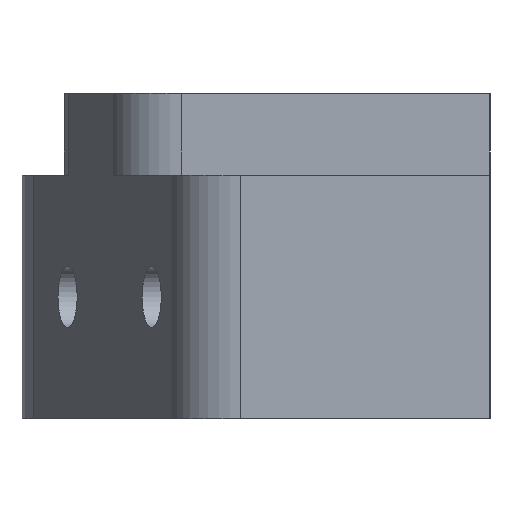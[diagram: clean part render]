
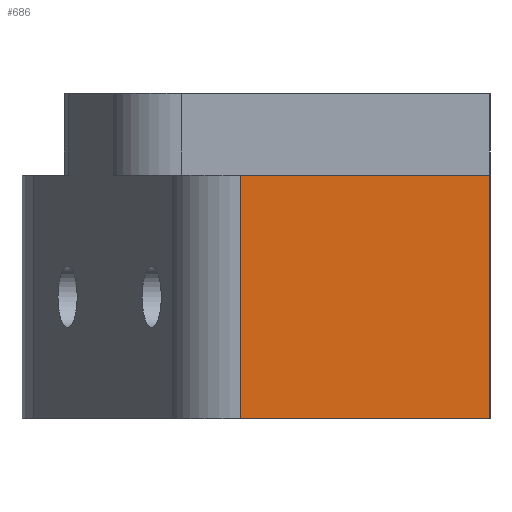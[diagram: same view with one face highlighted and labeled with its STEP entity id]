
A CAD part, left-side view. The second image highlights one B-rep face of the part: STEP entity #686.
In plain terms, the highlighted planar face has unit normal (-1, 0, 0).
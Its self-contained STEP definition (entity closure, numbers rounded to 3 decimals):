
#115=FACE_OUTER_BOUND('',#166,.T.);
#166=EDGE_LOOP('',(#619,#620,#621,#622));
#185=LINE('',#1050,#244);
#199=LINE('',#1090,#258);
#225=LINE('',#1173,#284);
#226=LINE('',#1175,#285);
#244=VECTOR('',#844,10.34);
#258=VECTOR('',#876,10.34);
#284=VECTOR('',#976,10.1);
#285=VECTOR('',#979,10.1);
#309=VERTEX_POINT('',#1047);
#310=VERTEX_POINT('',#1049);
#318=VERTEX_POINT('',#1070);
#327=VERTEX_POINT('',#1088);
#379=EDGE_CURVE('',#310,#309,#185,.T.);
#399=EDGE_CURVE('',#327,#318,#199,.T.);
#439=EDGE_CURVE('',#327,#310,#225,.T.);
#440=EDGE_CURVE('',#318,#309,#226,.T.);
#619=ORIENTED_EDGE('',*,*,#440,.F.);
#620=ORIENTED_EDGE('',*,*,#399,.F.);
#621=ORIENTED_EDGE('',*,*,#439,.T.);
#622=ORIENTED_EDGE('',*,*,#379,.T.);
#648=PLANE('',#773);
#686=ADVANCED_FACE('',(#115),#648,.T.);
#773=AXIS2_PLACEMENT_3D('',#1174,#977,#978);
#844=DIRECTION('',(0.,1.,0.));
#876=DIRECTION('',(0.,1.,0.));
#976=DIRECTION('',(0.,0.,1.));
#977=DIRECTION('center_axis',(-1.,0.,0.));
#978=DIRECTION('ref_axis',(0.,1.,0.));
#979=DIRECTION('',(0.,0.,1.));
#1047=CARTESIAN_POINT('',(-22.15,20.34,-98.9));
#1049=CARTESIAN_POINT('',(-22.15,10.,-98.9));
#1050=CARTESIAN_POINT('',(-22.15,10.,-98.9));
#1070=CARTESIAN_POINT('',(-22.15,20.34,-109.));
#1088=CARTESIAN_POINT('',(-22.15,10.,-109.));
#1090=CARTESIAN_POINT('',(-22.15,10.,-109.));
#1173=CARTESIAN_POINT('',(-22.15,10.,-109.));
#1174=CARTESIAN_POINT('Origin',(-22.15,10.,-109.));
#1175=CARTESIAN_POINT('',(-22.15,20.34,-109.));
